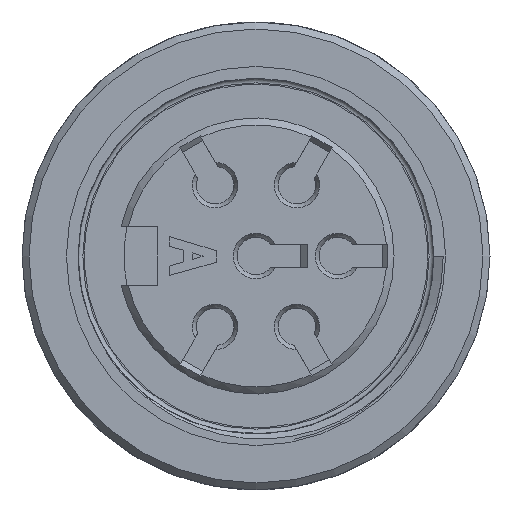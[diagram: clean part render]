
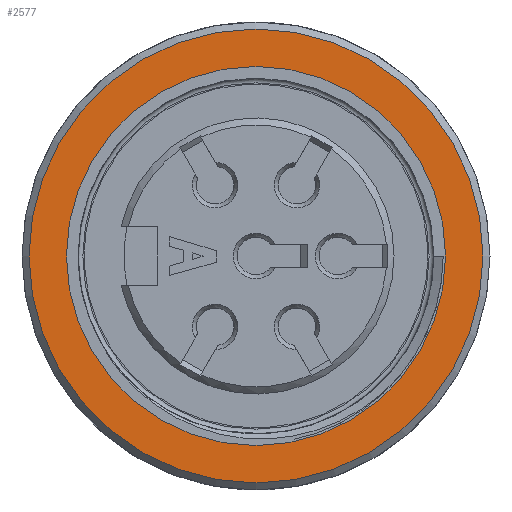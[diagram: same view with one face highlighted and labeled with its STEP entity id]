
A CAD part, front view. The second image highlights one B-rep face of the part: STEP entity #2577.
In plain terms, the highlighted planar face has unit normal (0, -1, 0).
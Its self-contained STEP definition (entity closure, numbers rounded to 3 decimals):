
#1575=FACE_BOUND('',#3929,.T.);
#1576=FACE_BOUND('',#3930,.T.);
#2000=PLANE('',#13524);
#2577=ADVANCED_FACE('',(#1575,#1576),#2000,.F.);
#3929=EDGE_LOOP('',(#9662));
#3930=EDGE_LOOP('',(#9663));
#9662=ORIENTED_EDGE('',*,*,#12670,.F.);
#9663=ORIENTED_EDGE('',*,*,#12671,.T.);
#10988=VERTEX_POINT('',#37120);
#10989=VERTEX_POINT('',#37123);
#12670=EDGE_CURVE('',#10988,#10988,#12941,.T.);
#12671=EDGE_CURVE('',#10989,#10989,#12942,.T.);
#12941=CIRCLE('',#13521,8.1);
#12942=CIRCLE('',#13523,9.7);
#13521=AXIS2_PLACEMENT_3D('',#37119,#15680,#15681);
#13523=AXIS2_PLACEMENT_3D('',#37122,#15684,#15685);
#13524=AXIS2_PLACEMENT_3D('',#37124,#15686,#15687);
#15680=DIRECTION('',(0.,-1.,0.));
#15681=DIRECTION('',(1.,0.,0.));
#15684=DIRECTION('',(0.,-1.,0.));
#15685=DIRECTION('',(1.,0.,0.));
#15686=DIRECTION('',(0.,1.,0.));
#15687=DIRECTION('',(-1.,0.,0.));
#37119=CARTESIAN_POINT('',(0.596,-24.756,0.));
#37120=CARTESIAN_POINT('',(8.696,-24.756,0.));
#37122=CARTESIAN_POINT('',(0.596,-24.756,0.));
#37123=CARTESIAN_POINT('',(10.296,-24.756,0.));
#37124=CARTESIAN_POINT('',(10.296,-24.756,0.));
